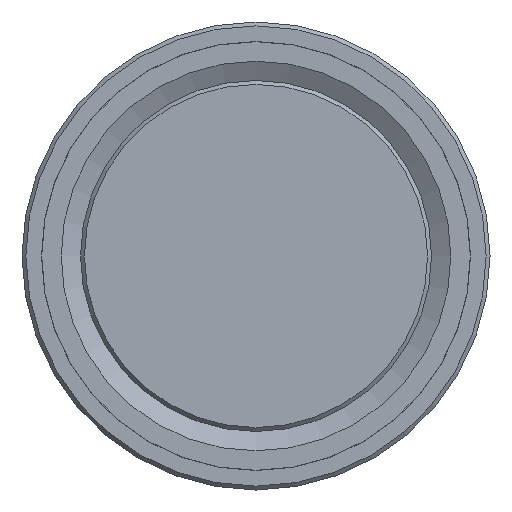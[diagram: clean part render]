
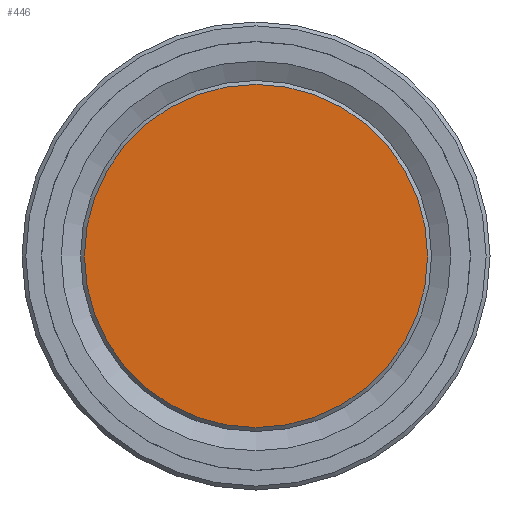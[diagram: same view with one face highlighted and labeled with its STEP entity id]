
A CAD part, left-side view. The second image highlights one B-rep face of the part: STEP entity #446.
In plain terms, the highlighted planar face has unit normal (-1, 0, 0).
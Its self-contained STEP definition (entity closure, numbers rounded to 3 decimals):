
#102=FACE_OUTER_BOUND('',#141,.T.);
#141=EDGE_LOOP('',(#316));
#186=CIRCLE('',#487,8.8);
#211=VERTEX_POINT('',#687);
#254=EDGE_CURVE('',#211,#211,#186,.T.);
#316=ORIENTED_EDGE('',*,*,#254,.F.);
#416=PLANE('',#489);
#446=ADVANCED_FACE('',(#102),#416,.T.);
#487=AXIS2_PLACEMENT_3D('',#688,#558,#559);
#489=AXIS2_PLACEMENT_3D('',#691,#562,#563);
#558=DIRECTION('center_axis',(1.,0.,0.));
#559=DIRECTION('ref_axis',(0.,-1.,0.));
#562=DIRECTION('center_axis',(-1.,0.,0.));
#563=DIRECTION('ref_axis',(0.,0.,1.));
#687=CARTESIAN_POINT('',(0.,8.8,0.));
#688=CARTESIAN_POINT('Origin',(0.,0.,0.));
#691=CARTESIAN_POINT('Origin',(0.,9.,0.));
